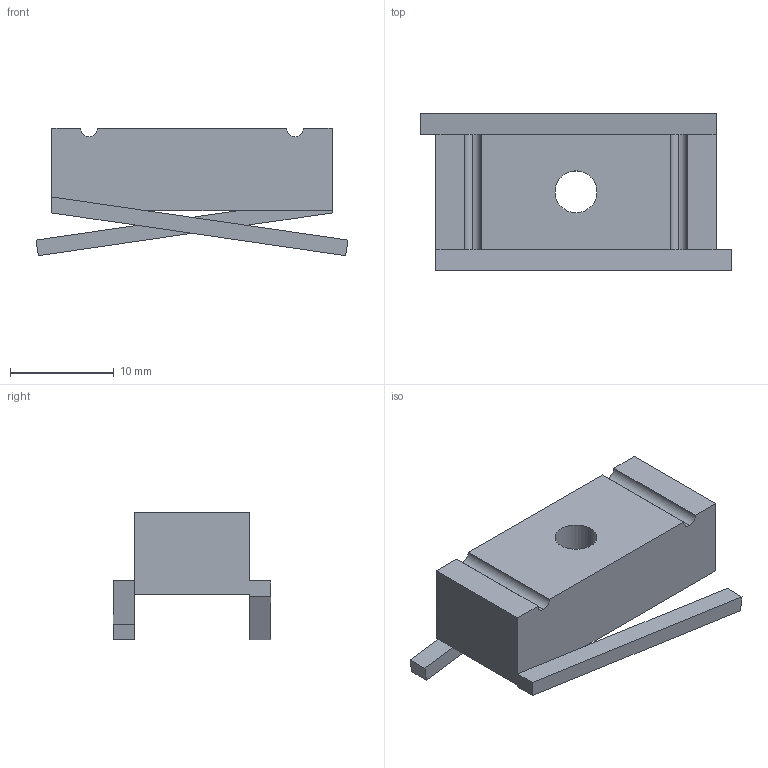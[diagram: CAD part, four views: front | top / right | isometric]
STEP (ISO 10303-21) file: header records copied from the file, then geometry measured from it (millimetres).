
FILE_DESCRIPTION (( 'STEP AP203' ), '1' );
FILE_NAME ('3023.STEP', '2011-10-10T15:23:38', ( 'jgonzalez' ), ( '' ), 'SwSTEP 2.0', 'SolidWorks 2010', '' );
FILE_SCHEMA (( 'CONFIG_CONTROL_DESIGN' ));
Length unit declared in the file: inch
Products named in the file (1): 3023
Bounding box: 30.04 x 15.18 x 12.27 mm (x, y, z)
Volume: 2434.5 mm3; surface area: 1692.2 mm2
Topology: 1 solids, 1 shells, 24 faces, 64 edges, 42 vertices
Faces by surface type: plane 18, cylinder 6
Entity records: 827 total; most frequent: CARTESIAN_POINT 131, ORIENTED_EDGE 128, DIRECTION 126, EDGE_CURVE 64, LINE 52, VECTOR 52, VERTEX_POINT 42, AXIS2_PLACEMENT_3D 37
